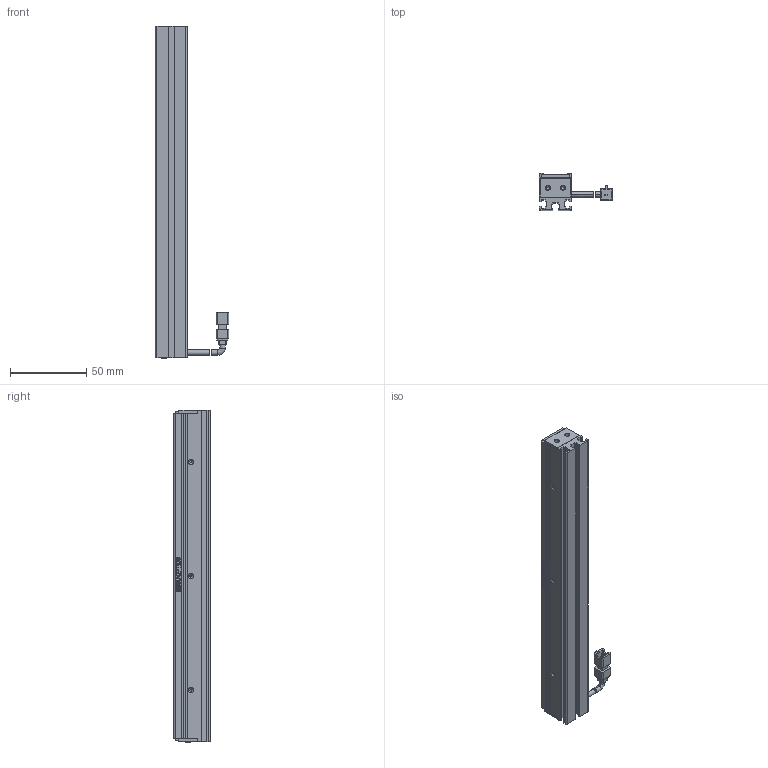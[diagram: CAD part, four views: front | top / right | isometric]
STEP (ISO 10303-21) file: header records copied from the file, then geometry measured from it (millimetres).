
FILE_DESCRIPTION (( 'STEP AP214' ), '1' );
FILE_NAME ('660108-R.STEP', '2019-03-18T09:00:33', ( '' ), ( '' ), 'SwSTEP 2.0', 'SolidWorks 2016', '' );
FILE_SCHEMA (( 'AUTOMOTIVE_DESIGN' ));
Length unit declared in the file: millimetre
Products named in the file (1): 660108-R
Bounding box: 48 x 24 x 218 mm (x, y, z)
Volume: 62599.4 mm3; surface area: 69704.8 mm2
Topology: 8 solids, 8 shells, 1201 faces, 3161 edges, 1991 vertices
Faces by surface type: cylinder 591, plane 377, bspline 187, cone 46
Entity records: 49965 total; most frequent: CARTESIAN_POINT 9004, DIRECTION 6246, ORIENTED_EDGE 5766, EDGE_CURVE 2883, AXIS2_PLACEMENT_3D 2467, VERTEX_POINT 1991, EDGE_LOOP 1510, CIRCLE 1452
